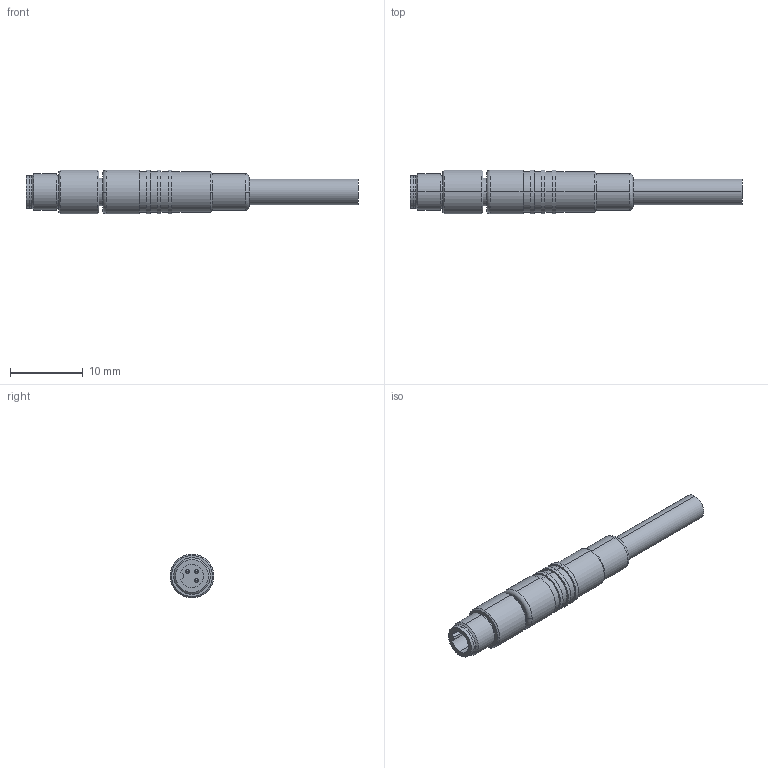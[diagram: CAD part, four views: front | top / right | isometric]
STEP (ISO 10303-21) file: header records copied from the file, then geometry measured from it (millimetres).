
FILE_DESCRIPTION(('SolidDesigner STEP Export'),'2;1');
FILE_NAME('1530294.stp','2011-12-08T 7:13:12',(''),(''),'CoCreate Modeling STEP processor for AP214 (Solid Model)','CoCreate Modeling 16.00A 16-Aug-2008 (C) Parametric Technology GmbH','');
FILE_SCHEMA(('AUTOMOTIVE_DESIGN { 1 0 10303 214 1 1 1 1 }'));
Length unit declared in the file: millimetre
Products named in the file (2): 1530294
Assembly tree (1 placements, depth 2):
  1530294
    1530294
Bounding box: 45.5 x 6 x 6 mm (x, y, z)
Volume: 838 mm3; surface area: 861.3 mm2
Topology: 1 solids, 1 shells, 77 faces, 186 edges, 121 vertices
Faces by surface type: cylinder 42, plane 17, cone 6, torus 6, sphere 6
Entity records: 2450 total; most frequent: ORIENTED_EDGE 360, CARTESIAN_POINT 281, DIRECTION 266, EDGE_CURVE 180, VERTEX_POINT 121, AXIS2_PLACEMENT_3D 106, EDGE_LOOP 93, COLOUR_RGB 78
